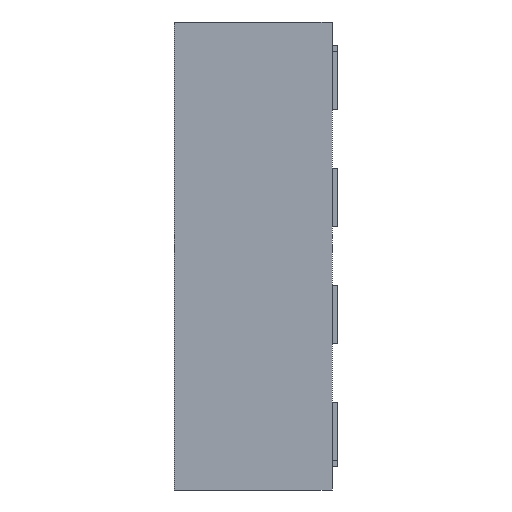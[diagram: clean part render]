
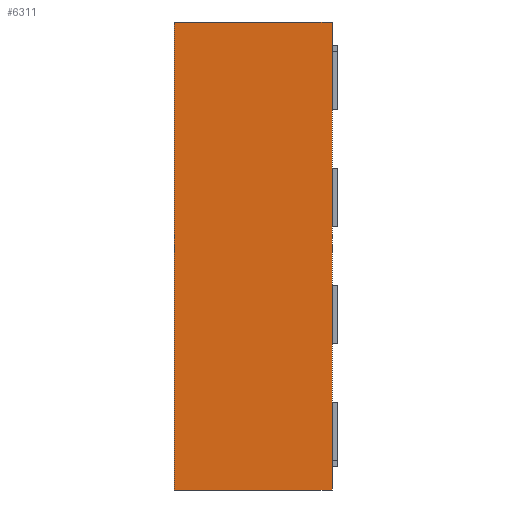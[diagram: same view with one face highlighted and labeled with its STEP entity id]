
A CAD part, left-side view. The second image highlights one B-rep face of the part: STEP entity #6311.
In plain terms, the highlighted planar face has unit normal (-1, 0, 0).
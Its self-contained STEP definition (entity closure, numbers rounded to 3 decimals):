
#47 = CARTESIAN_POINT ( 'NONE',  ( -1., 0., 1. ) ) ;
#261 = LINE ( 'NONE', #2638, #687 ) ;
#294 = VERTEX_POINT ( 'NONE', #4256 ) ;
#320 = VECTOR ( 'NONE', #2234, 1000. ) ;
#591 = CARTESIAN_POINT ( 'NONE',  ( -1., 0.675, 1. ) ) ;
#687 = VECTOR ( 'NONE', #945, 1000. ) ;
#945 = DIRECTION ( 'NONE',  ( 0., 0., 1. ) ) ;
#976 = ORIENTED_EDGE ( 'NONE', *, *, #4576, .F. ) ;
#1053 = CARTESIAN_POINT ( 'NONE',  ( -1., 0., -1. ) ) ;
#1855 = CARTESIAN_POINT ( 'NONE',  ( -1., 0.675, 1. ) ) ;
#1999 = CARTESIAN_POINT ( 'NONE',  ( -1., 0.675, 1. ) ) ;
#2234 = DIRECTION ( 'NONE',  ( 0., -1., 0. ) ) ;
#2274 = DIRECTION ( 'NONE',  ( 0., 0., 1. ) ) ;
#2638 = CARTESIAN_POINT ( 'NONE',  ( -1., 0.675, 1. ) ) ;
#2935 = ORIENTED_EDGE ( 'NONE', *, *, #4823, .T. ) ;
#3179 = ORIENTED_EDGE ( 'NONE', *, *, #4840, .T. ) ;
#3601 = FACE_OUTER_BOUND ( 'NONE', #7440, .T. ) ;
#3926 = VERTEX_POINT ( 'NONE', #1053 ) ;
#4028 = CARTESIAN_POINT ( 'NONE',  ( -1., 0., 1. ) ) ;
#4256 = CARTESIAN_POINT ( 'NONE',  ( -1., 0.675, -1. ) ) ;
#4277 = DIRECTION ( 'NONE',  ( 0., 0., -1. ) ) ;
#4576 = EDGE_CURVE ( 'NONE', #5128, #6750, #4965, .T. ) ;
#4577 = LINE ( 'NONE', #4614, #320 ) ;
#4614 = CARTESIAN_POINT ( 'NONE',  ( -1., 0.675, -1. ) ) ;
#4635 = VECTOR ( 'NONE', #2274, 1000. ) ;
#4823 = EDGE_CURVE ( 'NONE', #294, #3926, #4577, .T. ) ;
#4840 = EDGE_CURVE ( 'NONE', #3926, #6750, #6962, .T. ) ;
#4891 = DIRECTION ( 'NONE',  ( 0., -1., 0. ) ) ;
#4965 = LINE ( 'NONE', #1999, #6973 ) ;
#5128 = VERTEX_POINT ( 'NONE', #591 ) ;
#5606 = EDGE_CURVE ( 'NONE', #294, #5128, #261, .T. ) ;
#5981 = ORIENTED_EDGE ( 'NONE', *, *, #5606, .F. ) ;
#6311 = ADVANCED_FACE ( 'NONE', ( #3601 ), #7163, .F. ) ;
#6586 = DIRECTION ( 'NONE',  ( 1., 0., 0. ) ) ;
#6750 = VERTEX_POINT ( 'NONE', #47 ) ;
#6870 = AXIS2_PLACEMENT_3D ( 'NONE', #1855, #6586, #4277 ) ;
#6962 = LINE ( 'NONE', #4028, #4635 ) ;
#6973 = VECTOR ( 'NONE', #4891, 1000. ) ;
#7163 = PLANE ( 'NONE',  #6870 ) ;
#7440 = EDGE_LOOP ( 'NONE', ( #3179, #976, #5981, #2935 ) ) ;
